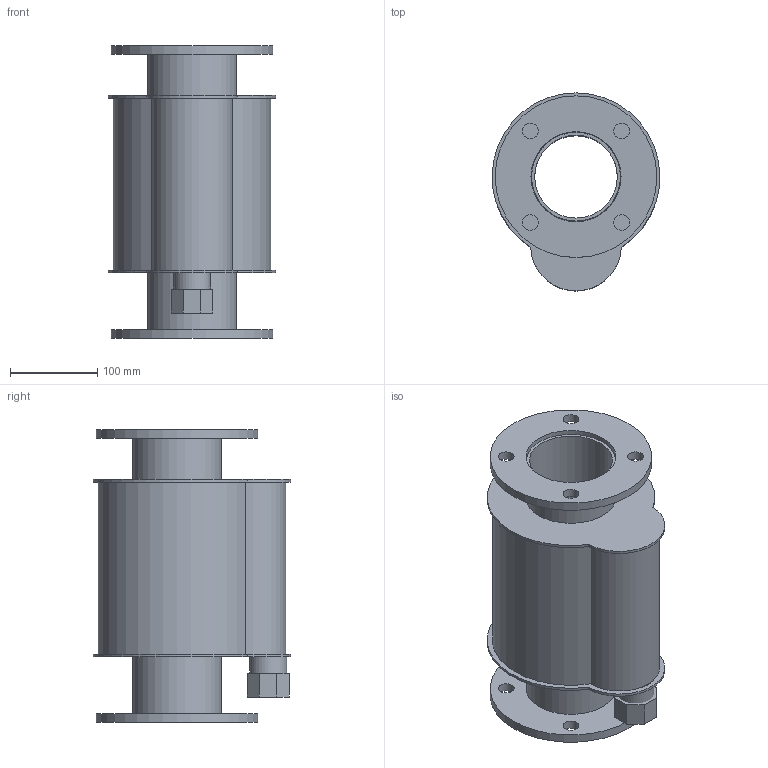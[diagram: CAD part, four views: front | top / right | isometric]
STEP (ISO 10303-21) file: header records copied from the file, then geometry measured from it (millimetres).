
FILE_DESCRIPTION(/* description */ (''),/* implementation_level */ '2;1');
FILE_NAME(/* name */ 'VKV 3.5.STP',/* time_stamp */ '2015-01-22T13:30:48+01:00',/* author */ ('Tekenkamer'),/* organization */ (''),/* preprocessor_version */ 'ST-DEVELOPER v15.6',/* originating_system */ 'Autodesk Inventor 2015',/* authorisation */ '');
FILE_SCHEMA (('AUTOMOTIVE_DESIGN { 1 0 10303 214 3 1 1 }'));
Length unit declared in the file: millimetre
Products named in the file (1): MAAT3D
Bounding box: 191.92 x 226.5 x 335 mm (x, y, z)
Volume: 1006345.5 mm3; surface area: 593039.3 mm2
Topology: 10 solids, 10 shells, 59 faces, 117 edges, 78 vertices
Faces by surface type: plane 30, cylinder 29
Full cylindrical faces by diameter (mm): 18 x8, 36.2 x2, 42.4 x1, 94.6 x2, 101.6 x2, 103 x2, 103.6 x2, 176 x1, 180 x1, 185 x2
Entity records: 1524 total; most frequent: DIRECTION 272, CARTESIAN_POINT 232, ORIENTED_EDGE 188, AXIS2_PLACEMENT_3D 118, EDGE_LOOP 116, EDGE_CURVE 94, VERTEX_POINT 78, FACE_OUTER_BOUND 59
